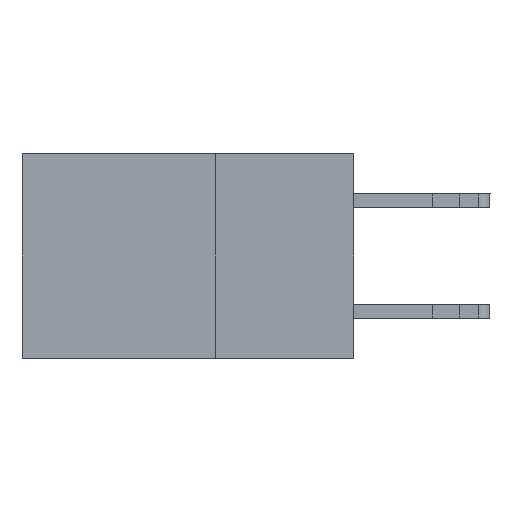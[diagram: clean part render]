
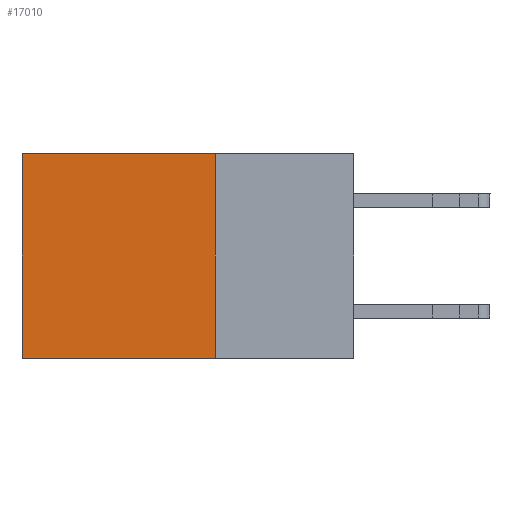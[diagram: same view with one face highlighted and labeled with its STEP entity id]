
A CAD part, left-side view. The second image highlights one B-rep face of the part: STEP entity #17010.
In plain terms, the highlighted planar face has unit normal (-1, 0, 0).
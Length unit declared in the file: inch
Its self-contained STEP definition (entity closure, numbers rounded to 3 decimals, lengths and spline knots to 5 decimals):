
#429 = PLANE ( 'NONE',  #25498 ) ;
#748 = VERTEX_POINT ( 'NONE', #15645 ) ;
#972 = ORIENTED_EDGE ( 'NONE', *, *, #34455, .F. ) ;
#1312 = VECTOR ( 'NONE', #9739, 39.37008 ) ;
#2704 = VERTEX_POINT ( 'NONE', #24773 ) ;
#3497 = VECTOR ( 'NONE', #10454, 39.37008 ) ;
#3897 = DIRECTION ( 'NONE',  ( 0., 0., -1. ) ) ;
#5970 = VERTEX_POINT ( 'NONE', #31394 ) ;
#9415 = CARTESIAN_POINT ( 'NONE',  ( 0.2875, 0.25, 0. ) ) ;
#9739 = DIRECTION ( 'NONE',  ( 0., 1., 0. ) ) ;
#10454 = DIRECTION ( 'NONE',  ( 0., 1., 0. ) ) ;
#10999 = FACE_OUTER_BOUND ( 'NONE', #22507, .T. ) ;
#11060 = EDGE_CURVE ( 'NONE', #748, #2704, #33493, .T. ) ;
#12899 = DIRECTION ( 'NONE',  ( 0., 0., -1. ) ) ;
#13532 = VERTEX_POINT ( 'NONE', #16262 ) ;
#13894 = VECTOR ( 'NONE', #12899, 39.37008 ) ;
#14599 = CARTESIAN_POINT ( 'NONE',  ( 0.2875, 0.25, 0. ) ) ;
#15645 = CARTESIAN_POINT ( 'NONE',  ( 0.2875, 0.25, 0. ) ) ;
#16262 = CARTESIAN_POINT ( 'NONE',  ( 0.2875, 0.6, -0.37 ) ) ;
#17010 = ADVANCED_FACE ( 'NONE', ( #10999 ), #429, .F. ) ;
#17375 = ORIENTED_EDGE ( 'NONE', *, *, #35249, .F. ) ;
#18020 = ORIENTED_EDGE ( 'NONE', *, *, #22293, .T. ) ;
#18107 = DIRECTION ( 'NONE',  ( 0., 0., -1. ) ) ;
#22293 = EDGE_CURVE ( 'NONE', #2704, #13532, #36257, .T. ) ;
#22507 = EDGE_LOOP ( 'NONE', ( #18020, #972, #17375, #27144 ) ) ;
#24584 = CARTESIAN_POINT ( 'NONE',  ( 0.2875, 0.6, 0. ) ) ;
#24773 = CARTESIAN_POINT ( 'NONE',  ( 0.2875, 0.6, 0. ) ) ;
#25498 = AXIS2_PLACEMENT_3D ( 'NONE', #9415, #26809, #18107 ) ;
#26809 = DIRECTION ( 'NONE',  ( 1., 0., 0. ) ) ;
#27144 = ORIENTED_EDGE ( 'NONE', *, *, #11060, .T. ) ;
#27732 = VECTOR ( 'NONE', #3897, 39.37008 ) ;
#31394 = CARTESIAN_POINT ( 'NONE',  ( 0.2875, 0.25, -0.37 ) ) ;
#32493 = LINE ( 'NONE', #37146, #3497 ) ;
#32687 = CARTESIAN_POINT ( 'NONE',  ( 0.2875, 0.25, 0. ) ) ;
#33493 = LINE ( 'NONE', #14599, #1312 ) ;
#33699 = LINE ( 'NONE', #32687, #27732 ) ;
#34455 = EDGE_CURVE ( 'NONE', #5970, #13532, #32493, .T. ) ;
#35249 = EDGE_CURVE ( 'NONE', #748, #5970, #33699, .T. ) ;
#36257 = LINE ( 'NONE', #24584, #13894 ) ;
#37146 = CARTESIAN_POINT ( 'NONE',  ( 0.2875, 0.25, -0.37 ) ) ;
